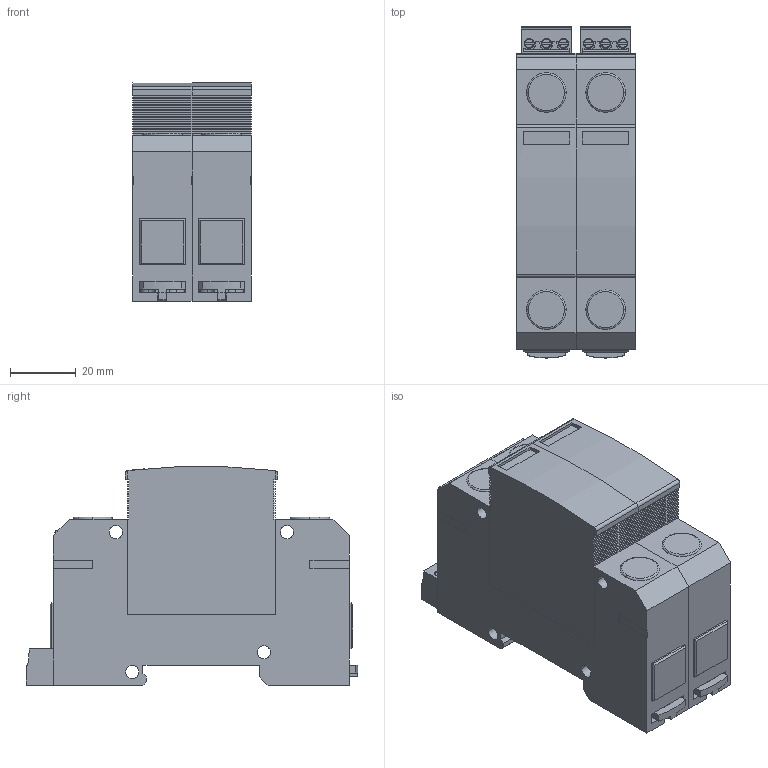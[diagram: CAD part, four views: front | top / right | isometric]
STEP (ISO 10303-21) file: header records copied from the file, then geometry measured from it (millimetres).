
FILE_DESCRIPTION (( 'STEP AP203' ), '1' );
FILE_NAME ('ﾎﾏﾂ-C_NP In 400ﾂ EKF PROxima 2P.STEP', '2016-11-25T12:19:57', ( '' ), ( '' ), 'SwSTEP 2.0', 'SolidWorks 2014', '' );
FILE_SCHEMA (( 'CONFIG_CONTROL_DESIGN' ));
Length unit declared in the file: millimetre
Products named in the file (7): ﾎﾏﾂ-CNP In 400ﾂ EKF PROxima; 櫻蠉錪2; 櫻蠉錪1; ﾎﾏﾂ-C_NP In 400ﾂ EKF PROxima 2P; 33; 5; 5-1
Assembly tree (10 placements, depth 3):
  ﾎﾏﾂ-C_NP In 400ﾂ EKF PROxima 2P
    5
      33
    5-1
      33
    ﾎﾏﾂ-CNP In 400ﾂ EKF PROxima  x2
    櫻蠉錪2  x2
    櫻蠉錪1  x2
Bounding box: 36 x 100.9 x 66.36 mm (x, y, z)
Volume: 180362.5 mm3; surface area: 40836.2 mm2
Topology: 8 solids, 8 shells, 798 faces, 2160 edges, 1422 vertices
Faces by surface type: plane 666, cylinder 94, bspline 18, cone 12, torus 8
Entity records: 13407 total; most frequent: CARTESIAN_POINT 2427, ORIENTED_EDGE 2160, DIRECTION 2010, EDGE_CURVE 1080, VECTOR 918, LINE 918, VERTEX_POINT 711, AXIS2_PLACEMENT_3D 546
